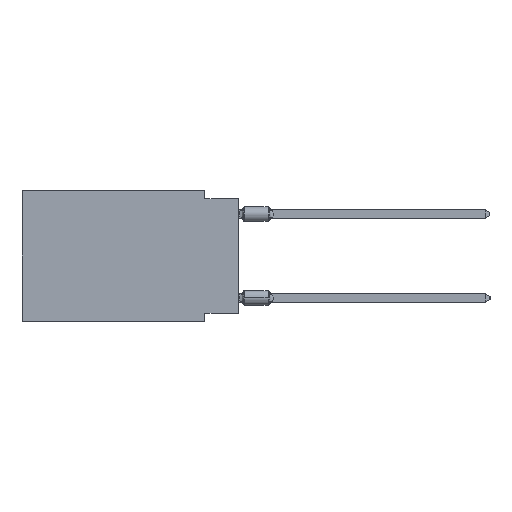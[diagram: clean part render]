
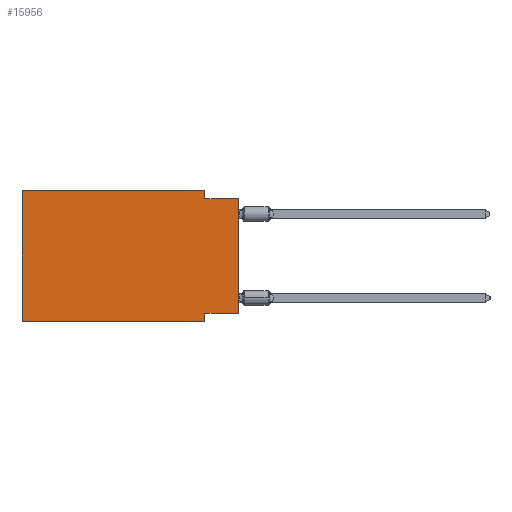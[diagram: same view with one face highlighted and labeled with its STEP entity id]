
A CAD part, left-side view. The second image highlights one B-rep face of the part: STEP entity #15956.
In plain terms, the highlighted planar face has unit normal (-1, 0, 0).
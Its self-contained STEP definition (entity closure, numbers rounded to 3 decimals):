
#31 = LINE ( 'NONE', #7506, #22200 ) ;
#1618 = CARTESIAN_POINT ( 'NONE',  ( 0., 0., 0. ) ) ;
#2603 = EDGE_CURVE ( 'NONE', #35896, #11724, #49342, .T. ) ;
#3994 = EDGE_CURVE ( 'NONE', #48658, #24442, #31, .T. ) ;
#4435 = VECTOR ( 'NONE', #17651, 1000. ) ;
#4504 = VECTOR ( 'NONE', #32955, 1000. ) ;
#5511 = CARTESIAN_POINT ( 'NONE',  ( 0., 0., -0.635 ) ) ;
#6189 = ORIENTED_EDGE ( 'NONE', *, *, #2603, .F. ) ;
#7506 = CARTESIAN_POINT ( 'NONE',  ( 0., 2.54, 0. ) ) ;
#9147 = ORIENTED_EDGE ( 'NONE', *, *, #37921, .F. ) ;
#11070 = CARTESIAN_POINT ( 'NONE',  ( 0., 0., -0.635 ) ) ;
#11724 = VERTEX_POINT ( 'NONE', #44997 ) ;
#13557 = DIRECTION ( 'NONE',  ( 0., 0., 1. ) ) ;
#13811 = VECTOR ( 'NONE', #23883, 1000. ) ;
#14880 = ORIENTED_EDGE ( 'NONE', *, *, #3994, .F. ) ;
#15865 = CARTESIAN_POINT ( 'NONE',  ( 0., 2.54, 0. ) ) ;
#15956 = ADVANCED_FACE ( 'NONE', ( #25964 ), #21350, .F. ) ;
#16954 = CARTESIAN_POINT ( 'NONE',  ( 0., 2.54, -9.906 ) ) ;
#17651 = DIRECTION ( 'NONE',  ( 0., -1., 0. ) ) ;
#19079 = VECTOR ( 'NONE', #48412, 1000. ) ;
#20009 = VERTEX_POINT ( 'NONE', #43426 ) ;
#20103 = VERTEX_POINT ( 'NONE', #11070 ) ;
#20756 = LINE ( 'NONE', #48011, #48839 ) ;
#21350 = PLANE ( 'NONE',  #50231 ) ;
#22009 = CARTESIAN_POINT ( 'NONE',  ( 0., 16.383, -9.906 ) ) ;
#22200 = VECTOR ( 'NONE', #42713, 1000. ) ;
#23581 = ORIENTED_EDGE ( 'NONE', *, *, #48088, .F. ) ;
#23883 = DIRECTION ( 'NONE',  ( 0., -1., 0. ) ) ;
#24442 = VERTEX_POINT ( 'NONE', #26528 ) ;
#24844 = LINE ( 'NONE', #32807, #42344 ) ;
#25964 = FACE_OUTER_BOUND ( 'NONE', #40033, .T. ) ;
#26528 = CARTESIAN_POINT ( 'NONE',  ( 0., 2.54, -0.635 ) ) ;
#27509 = CARTESIAN_POINT ( 'NONE',  ( 0., 16.383, 0. ) ) ;
#28270 = LINE ( 'NONE', #47541, #13811 ) ;
#32807 = CARTESIAN_POINT ( 'NONE',  ( 0., 2.54, -9.906 ) ) ;
#32914 = DIRECTION ( 'NONE',  ( 1., 0., 0. ) ) ;
#32955 = DIRECTION ( 'NONE',  ( 0., 0., 1. ) ) ;
#33662 = CARTESIAN_POINT ( 'NONE',  ( 0., 16.383, 0. ) ) ;
#34512 = ORIENTED_EDGE ( 'NONE', *, *, #47727, .T. ) ;
#35380 = EDGE_CURVE ( 'NONE', #11724, #45093, #24844, .T. ) ;
#35896 = VERTEX_POINT ( 'NONE', #45791 ) ;
#36679 = ORIENTED_EDGE ( 'NONE', *, *, #42436, .F. ) ;
#36856 = LINE ( 'NONE', #5511, #19079 ) ;
#37542 = DIRECTION ( 'NONE',  ( 0., 1., 0. ) ) ;
#37921 = EDGE_CURVE ( 'NONE', #46280, #48658, #28270, .T. ) ;
#38034 = ORIENTED_EDGE ( 'NONE', *, *, #35380, .F. ) ;
#40033 = EDGE_LOOP ( 'NONE', ( #34512, #36679, #14880, #9147, #23581, #41643, #38034, #6189 ) ) ;
#41643 = ORIENTED_EDGE ( 'NONE', *, *, #46909, .T. ) ;
#41895 = DIRECTION ( 'NONE',  ( 0., 0., -1. ) ) ;
#42344 = VECTOR ( 'NONE', #48494, 1000. ) ;
#42436 = EDGE_CURVE ( 'NONE', #24442, #20103, #36856, .T. ) ;
#42713 = DIRECTION ( 'NONE',  ( 0., 0., -1. ) ) ;
#43426 = CARTESIAN_POINT ( 'NONE',  ( 0., 16.383, -9.906 ) ) ;
#44997 = CARTESIAN_POINT ( 'NONE',  ( 0., 2.54, -9.271 ) ) ;
#45093 = VERTEX_POINT ( 'NONE', #16954 ) ;
#45109 = VECTOR ( 'NONE', #37542, 1000. ) ;
#45791 = CARTESIAN_POINT ( 'NONE',  ( 0., 0., -9.271 ) ) ;
#46280 = VERTEX_POINT ( 'NONE', #27509 ) ;
#46909 = EDGE_CURVE ( 'NONE', #20009, #45093, #49516, .T. ) ;
#47541 = CARTESIAN_POINT ( 'NONE',  ( 0., 16.383, 0. ) ) ;
#47727 = EDGE_CURVE ( 'NONE', #35896, #20103, #48647, .T. ) ;
#48011 = CARTESIAN_POINT ( 'NONE',  ( 0., 16.383, 0. ) ) ;
#48088 = EDGE_CURVE ( 'NONE', #20009, #46280, #20756, .T. ) ;
#48412 = DIRECTION ( 'NONE',  ( 0., -1., 0. ) ) ;
#48494 = DIRECTION ( 'NONE',  ( 0., 0., -1. ) ) ;
#48647 = LINE ( 'NONE', #1618, #4504 ) ;
#48658 = VERTEX_POINT ( 'NONE', #15865 ) ;
#48839 = VECTOR ( 'NONE', #13557, 1000. ) ;
#48856 = CARTESIAN_POINT ( 'NONE',  ( 0., 0., -9.271 ) ) ;
#49342 = LINE ( 'NONE', #48856, #45109 ) ;
#49516 = LINE ( 'NONE', #22009, #4435 ) ;
#50231 = AXIS2_PLACEMENT_3D ( 'NONE', #33662, #32914, #41895 ) ;
